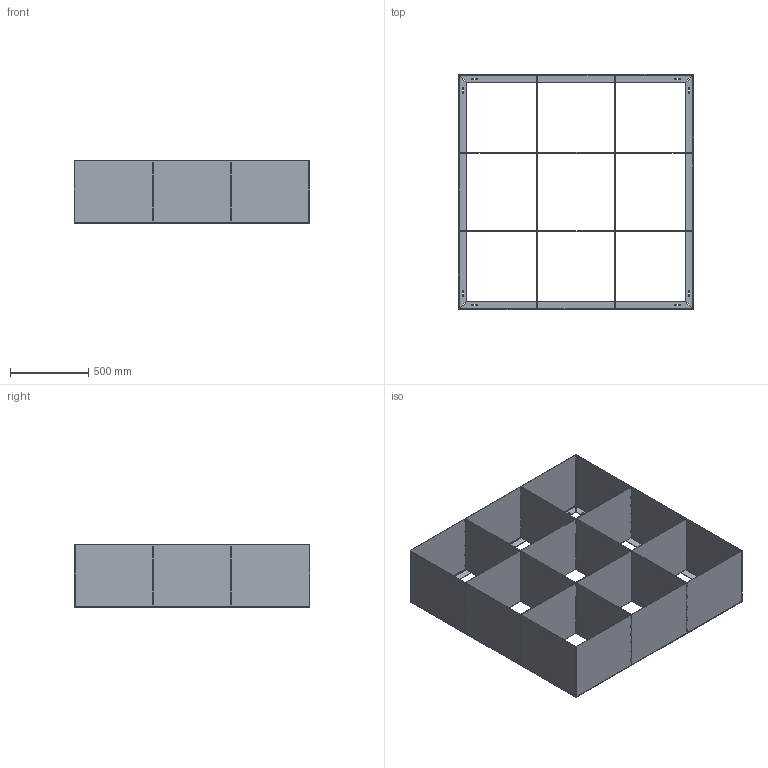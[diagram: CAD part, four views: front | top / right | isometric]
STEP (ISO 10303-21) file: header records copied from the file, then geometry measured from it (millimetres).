
FILE_DESCRIPTION (( 'STEP AP214' ), '1' );
FILE_NAME ('BHSS2.STEP', '2021-11-03T12:48:16', ( '' ), ( '' ), 'SwSTEP 2.0', 'SolidWorks 2021', '' );
FILE_SCHEMA (( 'AUTOMOTIVE_DESIGN' ));
Length unit declared in the file: millimetre
Products named in the file (3): BHSS2; BHSS2 - Plate; BHSS2 - Wall
Assembly tree (6 placements, depth 2):
  BHSS2
    BHSS2 - Wall  x2
    BHSS2 - Plate  x4
Bounding box: 1500 x 1500 x 400 mm (x, y, z)
Volume: 14990222.4 mm3; surface area: 10097477 mm2
Topology: 6 solids, 6 shells, 556 faces, 1584 edges, 1040 vertices
Faces by surface type: plane 436, cylinder 112, bspline 8
Entity records: 7002 total; most frequent: CARTESIAN_POINT 1465, ORIENTED_EDGE 1152, DIRECTION 1050, EDGE_CURVE 576, LINE 504, VECTOR 504, VERTEX_POINT 376, AXIS2_PLACEMENT_3D 273
